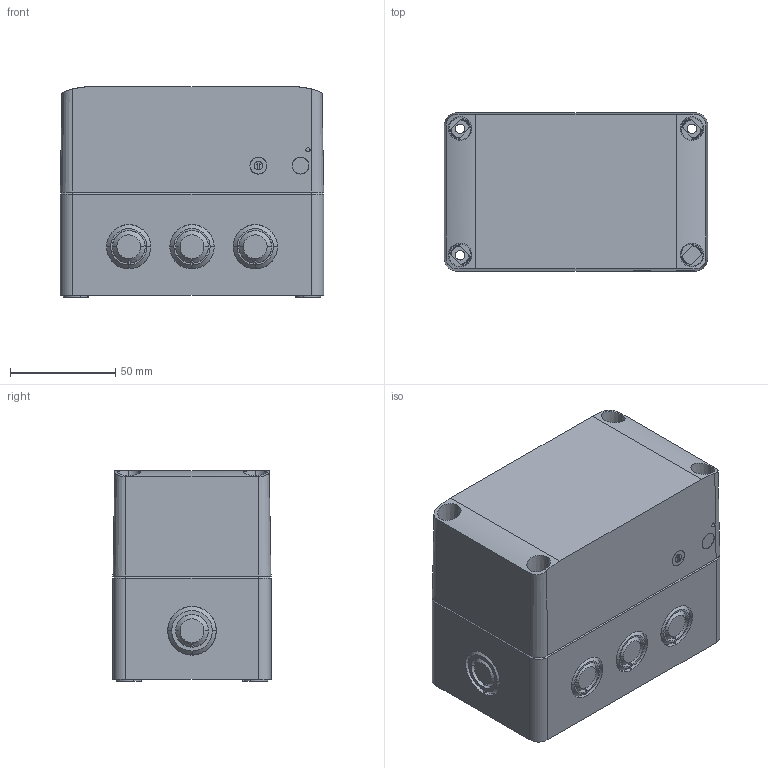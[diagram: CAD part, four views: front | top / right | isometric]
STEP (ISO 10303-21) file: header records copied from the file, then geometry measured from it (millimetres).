
FILE_DESCRIPTION((''),'2;1');
FILE_NAME('SPCK081310T_ASM','2008-12-08T',('pasi_koskela'),(''),'PRO/ENGINEER BY PARAMETRIC TECHNOLOGY CORPORATION, 2008250','PRO/ENGINEER BY PARAMETRIC TECHNOLOGY CORPORATION, 2008250','');
FILE_SCHEMA(('AUTOMOTIVE_DESIGN_CC2 { 1 2 10303 214 -1 1 5 2 }'));
Length unit declared in the file: millimetre
Products named in the file (3): SPCK081305B; SPCT081305L; SPCK081310T_ASM
Assembly tree (2 placements, depth 2):
  SPCK081310T_ASM
    SPCK081305B
    SPCT081305L
Bounding box: 125 x 75 x 100 mm (x, y, z)
Volume: 199722.2 mm3; surface area: 134504.3 mm2
Topology: 2 solids, 2 shells, 1101 faces, 2861 edges, 1853 vertices
Faces by surface type: plane 649, cylinder 214, cone 170, bspline 48, torus 20
Entity records: 51483 total; most frequent: CARTESIAN_POINT 17695, ORIENTED_EDGE 5714, DIRECTION 5155, EDGE_CURVE 2857, PRESENTATION_STYLE_ASSIGNMENT 2321, STYLED_ITEM 2321, CURVE_STYLE 2320, VECTOR 1871
